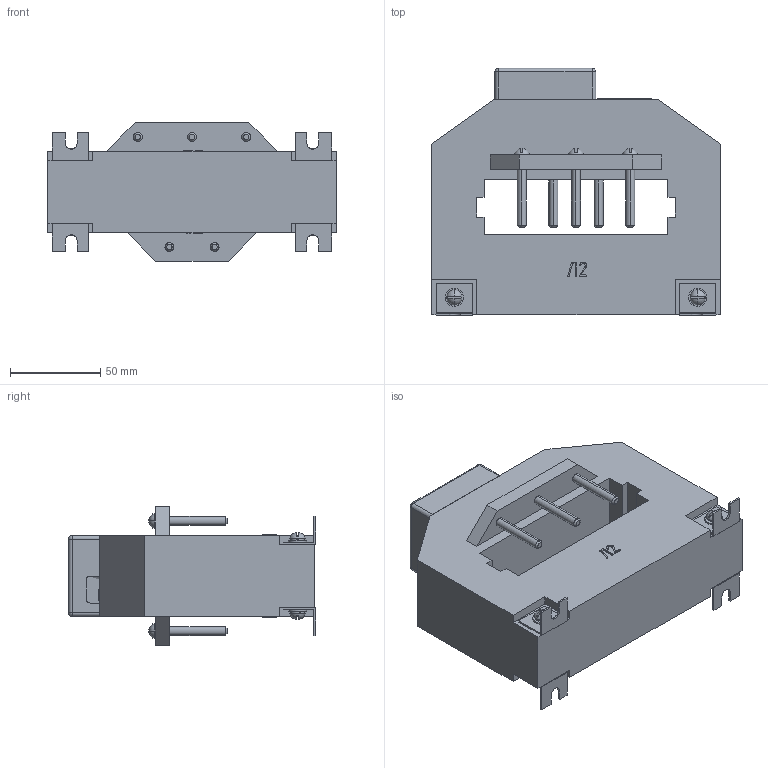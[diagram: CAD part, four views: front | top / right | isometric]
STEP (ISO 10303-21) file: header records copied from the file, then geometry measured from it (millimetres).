
FILE_DESCRIPTION (( 'STEP AP214' ), '1' );
FILE_NAME ('ﾒﾒ-0,66-ﾒﾘﾋ II2.STEP', '2023-08-10T20:10:27', ( '' ), ( '' ), 'SwSTEP 2.0', 'SolidWorks 2019', '' );
FILE_SCHEMA (( 'AUTOMOTIVE_DESIGN' ));
Length unit declared in the file: millimetre
Products named in the file (1): ﾒﾒ-0,66-ﾒﾘﾋ II2
Bounding box: 160 x 137 x 77 mm (x, y, z)
Volume: 709837.4 mm3; surface area: 95249.9 mm2
Topology: 25 solids, 25 shells, 534 faces, 1294 edges, 832 vertices
Faces by surface type: plane 252, cylinder 130, bspline 74, sphere 30, cone 26, torus 22
Entity records: 23802 total; most frequent: CARTESIAN_POINT 5327, ORIENTED_EDGE 2572, DIRECTION 2480, EDGE_CURVE 1286, AXIS2_PLACEMENT_3D 905, VERTEX_POINT 832, LINE 670, VECTOR 670
